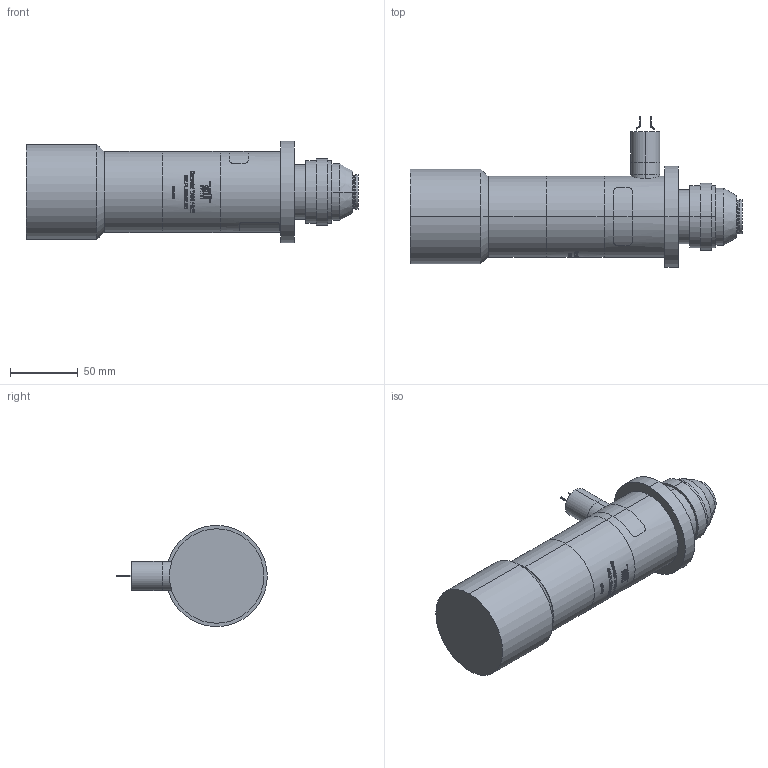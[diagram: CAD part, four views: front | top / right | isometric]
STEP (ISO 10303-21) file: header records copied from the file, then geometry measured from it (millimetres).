
FILE_DESCRIPTION (( 'STEP AP203' ), '1' );
FILE_NAME ('S5LPL1224_LED.STEP', '2019-04-04T09:16:52', ( '' ), ( '' ), 'SwSTEP 2.0', 'SolidWorks 2017', '' );
FILE_SCHEMA (( 'CONFIG_CONTROL_DESIGN' ));
Products named in the file (1): S5LPL1224_LED
Bounding box: 245.84 x 111.53 x 75 mm (x, y, z)
Volume: 710875.2 mm3; surface area: 60324.5 mm2
Topology: 1 solids, 1 shells, 687 faces, 1807 edges, 1204 vertices
Faces by surface type: bspline 316, plane 249, cylinder 108, torus 8, cone 6
Entity records: 61641 total; most frequent: CARTESIAN_POINT 46438, ORIENTED_EDGE 3614, DIRECTION 2245, EDGE_CURVE 1807, VERTEX_POINT 1204, LINE 821, VECTOR 821, EDGE_LOOP 769
